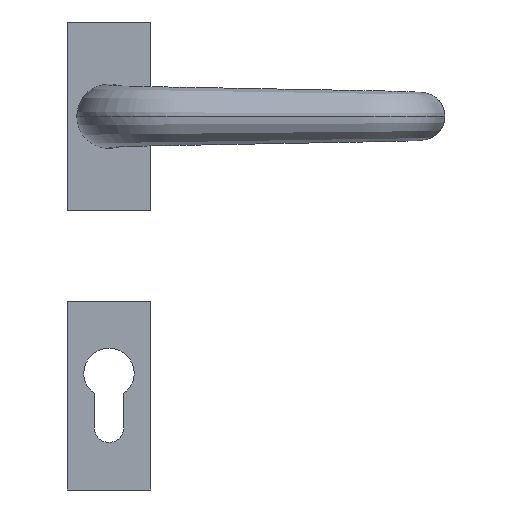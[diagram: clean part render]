
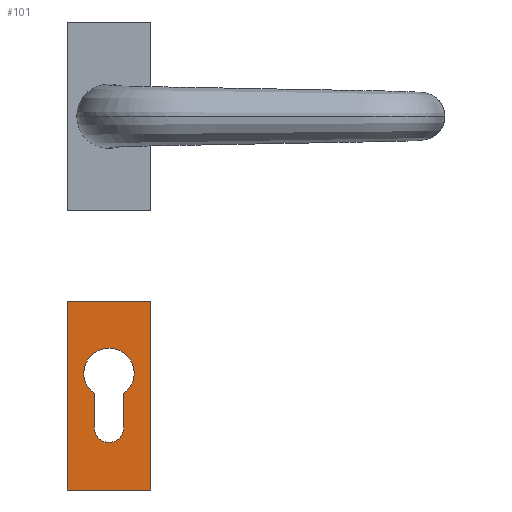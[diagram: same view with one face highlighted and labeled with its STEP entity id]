
A CAD part, front view. The second image highlights one B-rep face of the part: STEP entity #101.
In plain terms, the highlighted planar face has unit normal (0, -1, 0).
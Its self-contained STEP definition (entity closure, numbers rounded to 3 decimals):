
#101=ADVANCED_FACE('',(#236,#237),#238,.T.);
#236=FACE_OUTER_BOUND('',#412,.T.);
#237=FACE_BOUND('',#413,.T.);
#238=PLANE('',#414);
#412=EDGE_LOOP('',(#18423,#18424,#18425,#18426));
#413=EDGE_LOOP('',(#18427,#18428,#18429,#18430,#18431,#18432));
#414=AXIS2_PLACEMENT_3D('',#18433,#18434,#18435);
#18423=ORIENTED_EDGE('',*,*,#18787,.F.);
#18424=ORIENTED_EDGE('',*,*,#18775,.T.);
#18425=ORIENTED_EDGE('',*,*,#18785,.T.);
#18426=ORIENTED_EDGE('',*,*,#18778,.T.);
#18427=ORIENTED_EDGE('',*,*,#18760,.T.);
#18428=ORIENTED_EDGE('',*,*,#18769,.T.);
#18429=ORIENTED_EDGE('',*,*,#18751,.T.);
#18430=ORIENTED_EDGE('',*,*,#18767,.T.);
#18431=ORIENTED_EDGE('',*,*,#18762,.T.);
#18432=ORIENTED_EDGE('',*,*,#18756,.T.);
#18433=CARTESIAN_POINT('',(0.,-30.,-100.0));
#18434=DIRECTION('',(0.0,-1.0,0.0));
#18435=DIRECTION('',(-1.0,0.0,0.0));
#18751=EDGE_CURVE('',#18918,#18922,#18924,.T.);
#18756=EDGE_CURVE('',#18927,#18931,#18933,.T.);
#18760=EDGE_CURVE('',#18931,#18937,#18939,.T.);
#18762=EDGE_CURVE('',#18941,#18927,#18942,.T.);
#18767=EDGE_CURVE('',#18922,#18941,#18948,.T.);
#18769=EDGE_CURVE('',#18937,#18918,#18950,.T.);
#18775=EDGE_CURVE('',#18954,#18958,#18960,.T.);
#18778=EDGE_CURVE('',#18965,#18962,#18966,.T.);
#18785=EDGE_CURVE('',#18958,#18965,#18974,.T.);
#18787=EDGE_CURVE('',#18954,#18962,#18976,.T.);
#18918=VERTEX_POINT('',#19163);
#18922=VERTEX_POINT('',#19168);
#18924=CIRCLE('',#19171,9.);
#18927=VERTEX_POINT('',#19174);
#18931=VERTEX_POINT('',#19179);
#18933=CIRCLE('',#19182,5.25);
#18937=VERTEX_POINT('',#19187);
#18939=LINE('',#19190,#19191);
#18941=VERTEX_POINT('',#19193);
#18942=CIRCLE('',#19194,5.25);
#18948=LINE('',#19202,#19203);
#18950=CIRCLE('',#19205,9.);
#18954=VERTEX_POINT('',#19209);
#18958=VERTEX_POINT('',#19215);
#18960=LINE('',#19218,#19219);
#18962=VERTEX_POINT('',#19221);
#18965=VERTEX_POINT('',#19225);
#18966=LINE('',#19226,#19227);
#18974=LINE('',#19239,#19240);
#18976=LINE('',#19242,#19243);
#19163=CARTESIAN_POINT('',(0.,-30.,-83.));
#19168=CARTESIAN_POINT('',(5.25,-30.,-99.31));
#19171=AXIS2_PLACEMENT_3D('',#20521,#20522,#20523);
#19174=CARTESIAN_POINT('',(0.,-30.,-116.75));
#19179=CARTESIAN_POINT('',(-5.25,-30.,-111.5));
#19182=AXIS2_PLACEMENT_3D('',#20529,#20530,#20531);
#19187=CARTESIAN_POINT('',(-5.25,-30.,-99.31));
#19190=CARTESIAN_POINT('',(-5.25,-30.,-99.655));
#19191=VECTOR('',#20534,12.19);
#19193=CARTESIAN_POINT('',(5.25,-30.,-111.5));
#19194=AXIS2_PLACEMENT_3D('',#20535,#20536,#20537);
#19202=CARTESIAN_POINT('',(5.25,-30.,-105.75));
#19203=VECTOR('',#20543,12.19);
#19205=AXIS2_PLACEMENT_3D('',#20544,#20545,#20546);
#19209=CARTESIAN_POINT('',(15.,-30.,-66.25));
#19215=CARTESIAN_POINT('',(-15.,-30.,-66.25));
#19218=CARTESIAN_POINT('',(0.,-30.,-66.25));
#19219=VECTOR('',#20553,30.0);
#19221=CARTESIAN_POINT('',(15.,-30.,-133.75));
#19225=CARTESIAN_POINT('',(-15.,-30.,-133.75));
#19226=CARTESIAN_POINT('',(0.,-30.,-133.75));
#19227=VECTOR('',#20555,30.0);
#19239=CARTESIAN_POINT('',(-15.,-30.,-100.0));
#19240=VECTOR('',#20560,67.5);
#19242=CARTESIAN_POINT('',(15.,-30.,-100.0));
#19243=VECTOR('',#20561,67.5);
#20521=CARTESIAN_POINT('',(0.,-30.,-92.));
#20522=DIRECTION('',(0.0,1.0,0.0));
#20523=DIRECTION('',(0.0,0.0,1.0));
#20529=CARTESIAN_POINT('',(0.,-30.,-111.5));
#20530=DIRECTION('',(0.0,1.0,0.0));
#20531=DIRECTION('',(0.0,0.0,-1.0));
#20534=DIRECTION('',(0.0,0.0,1.0));
#20535=CARTESIAN_POINT('',(0.,-30.,-111.5));
#20536=DIRECTION('',(0.0,1.0,0.0));
#20537=DIRECTION('',(0.0,0.0,-1.0));
#20543=DIRECTION('',(0.0,0.0,-1.0));
#20544=CARTESIAN_POINT('',(0.,-30.,-92.));
#20545=DIRECTION('',(0.0,1.0,0.0));
#20546=DIRECTION('',(0.0,0.0,1.0));
#20553=DIRECTION('',(-1.0,0.0,0.0));
#20555=DIRECTION('',(1.0,0.0,0.0));
#20560=DIRECTION('',(0.0,0.0,-1.0));
#20561=DIRECTION('',(0.0,0.0,-1.0));
